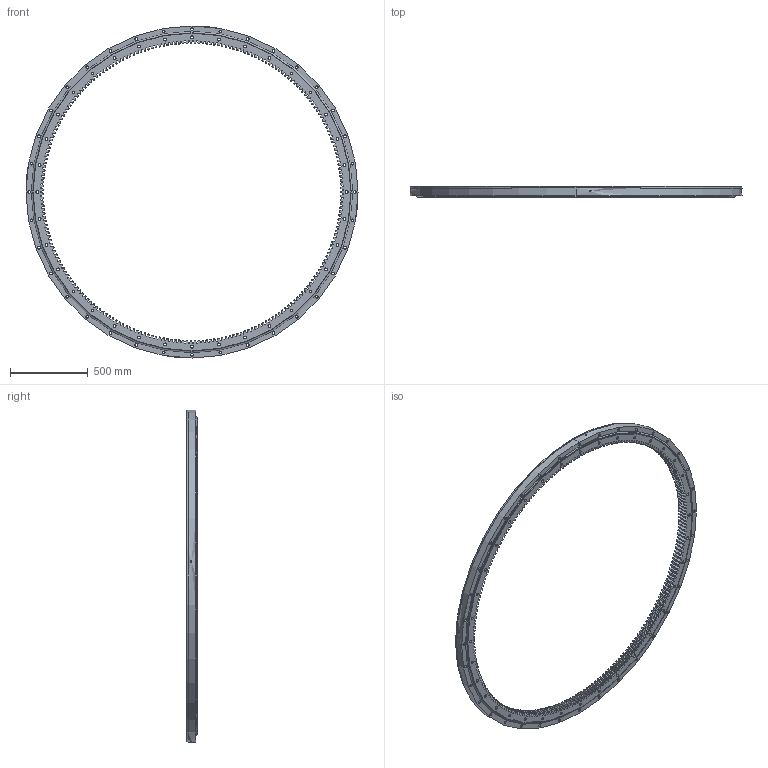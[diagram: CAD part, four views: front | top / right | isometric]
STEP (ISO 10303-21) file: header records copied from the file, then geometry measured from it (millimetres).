
FILE_DESCRIPTION (( 'STEP AP203' ), '1' );
FILE_NAME ('02-2040-00.STEP', '2017-12-26T14:00:08', ( 'defontaine' ), ( 'Hewlett-Packard Company' ), 'SwSTEP 2.0', 'SolidWorks 2016', '' );
FILE_SCHEMA (( 'CONFIG_CONTROL_DESIGN' ));
Length unit declared in the file: millimetre
Products named in the file (1): 02-2040-00
Bounding box: 2130 x 68 x 2130 mm (x, y, z)
Volume: 35630016.1 mm3; surface area: 4045775 mm2
Topology: 5 solids, 5 shells, 1649 faces, 4893 edges, 3257 vertices
Faces by surface type: plane 730, cone 486, cylinder 411, torus 20, sphere 2
Entity records: 57205 total; most frequent: CARTESIAN_POINT 13280, ORIENTED_EDGE 9776, DIRECTION 8546, EDGE_CURVE 4888, VERTEX_POINT 3254, AXIS2_PLACEMENT_3D 2988, LINE 2570, VECTOR 2570
